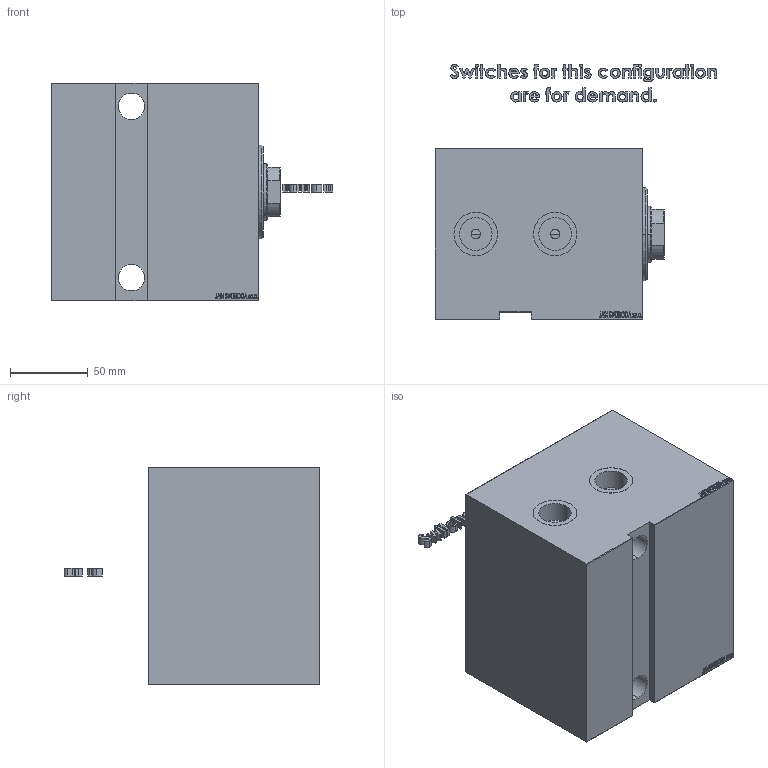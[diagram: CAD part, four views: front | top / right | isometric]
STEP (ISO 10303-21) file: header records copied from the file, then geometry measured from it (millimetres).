
FILE_DESCRIPTION (( 'STEP AP203' ), '1' );
FILE_NAME ('2418.STEP', '2022-04-17T15:59:01', ( '' ), ( '' ), 'SwSTEP 2.0', 'SolidWorks 2019', '' );
FILE_SCHEMA (( 'CONFIG_CONTROL_DESIGN' ));
Length unit declared in the file: millimetre
Products named in the file (5): V450CP_B_VCP b4eb1e318d4e8f0145b62354166eb575; V450CP_E b4eb1e318d4e8f0145b62354166eb575; 2418; V450CP_VC_B b4eb1e318d4e8f0145b62354166eb575; For_demand b4eb1e318d4e8f0145b62354166eb575
Assembly tree (4 placements, depth 2):
  2418
    V450CP_E b4eb1e318d4e8f0145b62354166eb575
    V450CP_B_VCP b4eb1e318d4e8f0145b62354166eb575
    V450CP_VC_B b4eb1e318d4e8f0145b62354166eb575
    For_demand b4eb1e318d4e8f0145b62354166eb575
Bounding box: 180.74 x 164.28 x 140 mm (x, y, z)
Volume: 1886053.2 mm3; surface area: 214263.3 mm2
Topology: 48 solids, 48 shells, 1470 faces, 3756 edges, 2493 vertices
Faces by surface type: plane 742, bspline 650, cylinder 60, cone 18
Entity records: 74169 total; most frequent: CARTESIAN_POINT 42382, ORIENTED_EDGE 7508, DIRECTION 4228, EDGE_CURVE 3754, VERTEX_POINT 2493, VECTOR 2310, LINE 2310, EDGE_LOOP 1619
